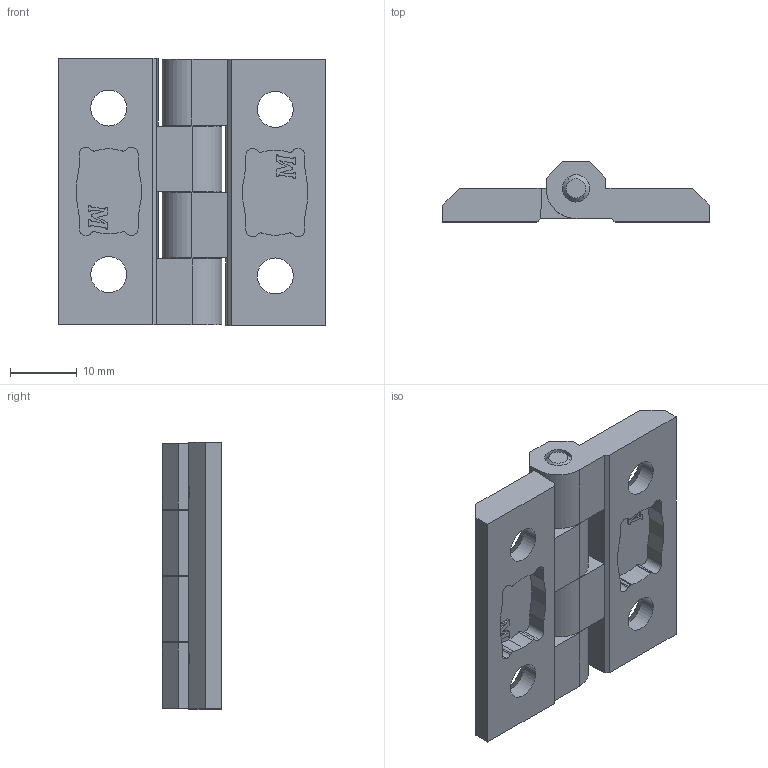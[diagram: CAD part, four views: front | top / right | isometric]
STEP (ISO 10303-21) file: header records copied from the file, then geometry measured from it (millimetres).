
FILE_DESCRIPTION (( 'STEP AP214' ), '1' );
FILE_NAME ('299.2.0.3.STEP', '2017-07-18T10:09:14', ( '' ), ( '' ), 'SwSTEP 2.0', 'SolidWorks 2017', '' );
FILE_SCHEMA (( 'AUTOMOTIVE_DESIGN' ));
Length unit declared in the file: millimetre
Products named in the file (4): 3; 2; 1; 299.2.0.3
Assembly tree (3 placements, depth 2):
  299.2.0.3
    1
    2
    3
Bounding box: 40 x 9 x 40.2 mm (x, y, z)
Volume: 7177.6 mm3; surface area: 6189.4 mm2
Topology: 3 solids, 3 shells, 332 faces, 828 edges, 502 vertices
Faces by surface type: plane 212, cylinder 100, cone 12, bspline 8
Entity records: 10804 total; most frequent: CARTESIAN_POINT 2584, DIRECTION 1762, ORIENTED_EDGE 1656, EDGE_CURVE 828, AXIS2_PLACEMENT_3D 624, VECTOR 514, LINE 514, VERTEX_POINT 502
